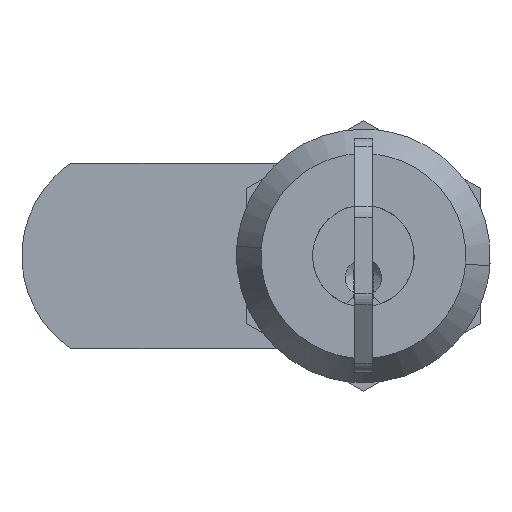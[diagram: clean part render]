
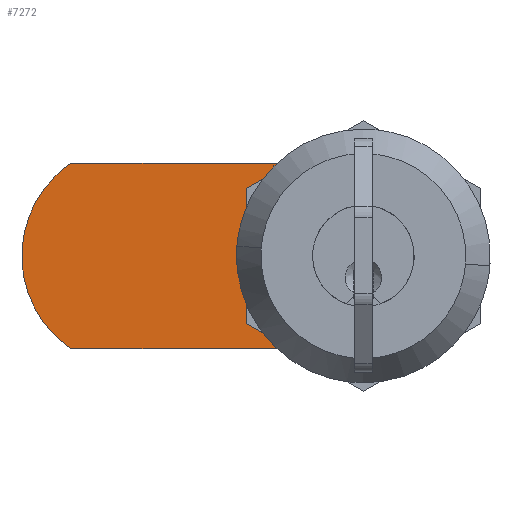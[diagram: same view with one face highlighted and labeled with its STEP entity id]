
A CAD part, front view. The second image highlights one B-rep face of the part: STEP entity #7272.
In plain terms, the highlighted free-form (B-spline) face has degree [1, 1] with [2, 2] control points.
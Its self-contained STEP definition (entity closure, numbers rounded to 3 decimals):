
#6928=CARTESIAN_POINT('',(19.5,3.376,3.05));
#6929=VERTEX_POINT('',#6928);
#6930=CARTESIAN_POINT('',(19.5,-3.376,3.05));
#6931=VERTEX_POINT('',#6930);
#6932=CARTESIAN_POINT('',(19.5,3.376,3.05));
#6933=CARTESIAN_POINT('',(19.5,-3.376,3.05));
#6934=QUASI_UNIFORM_CURVE('',1,(#6932,#6933),.UNSPECIFIED.,.F.,.U.);
#6935=EDGE_CURVE('',#6929,#6931,#6934,.T.);
#6973=CARTESIAN_POINT('',(19.5,3.376,-3.05));
#6974=VERTEX_POINT('',#6973);
#6975=CARTESIAN_POINT('',(19.5,3.376,-3.05));
#6976=CARTESIAN_POINT('',(19.5,6.132,0.));
#6977=CARTESIAN_POINT('',(19.5,3.376,3.05));
#6985=(BOUNDED_CURVE()B_SPLINE_CURVE(2,(#6975,#6976,#6977),.UNSPECIFIED.,.F.,.U.)CURVE()GEOMETRIC_REPRESENTATION_ITEM()QUASI_UNIFORM_CURVE()RATIONAL_B_SPLINE_CURVE((1.0,0.742,1.0))REPRESENTATION_ITEM(''));
#6986=EDGE_CURVE('',#6974,#6929,#6985,.T.);
#7017=CARTESIAN_POINT('',(19.5,-3.376,-3.05));
#7018=VERTEX_POINT('',#7017);
#7019=CARTESIAN_POINT('',(19.5,-3.376,-3.05));
#7020=CARTESIAN_POINT('',(19.5,3.376,-3.05));
#7021=QUASI_UNIFORM_CURVE('',1,(#7019,#7020),.UNSPECIFIED.,.F.,.U.);
#7022=EDGE_CURVE('',#7018,#6974,#7021,.T.);
#7054=CARTESIAN_POINT('',(19.5,-3.376,3.05));
#7055=CARTESIAN_POINT('',(19.5,-6.132,0.));
#7056=CARTESIAN_POINT('',(19.5,-3.376,-3.05));
#7064=(BOUNDED_CURVE()B_SPLINE_CURVE(2,(#7054,#7055,#7056),.UNSPECIFIED.,.F.,.U.)CURVE()GEOMETRIC_REPRESENTATION_ITEM()QUASI_UNIFORM_CURVE()RATIONAL_B_SPLINE_CURVE((1.0,0.742,1.0))REPRESENTATION_ITEM(''));
#7065=EDGE_CURVE('',#6931,#7018,#7064,.T.);
#7099=CARTESIAN_POINT('',(19.5,-2.481,9.5));
#7100=VERTEX_POINT('',#7099);
#7101=CARTESIAN_POINT('',(19.5,-2.481,-9.5));
#7102=VERTEX_POINT('',#7101);
#7103=CARTESIAN_POINT('',(19.5,-2.481,9.5));
#7104=CARTESIAN_POINT('',(19.5,-7.5,6.076));
#7105=CARTESIAN_POINT('',(19.5,-7.5,0.));
#7106=CARTESIAN_POINT('',(19.5,-7.5,-6.076));
#7107=CARTESIAN_POINT('',(19.5,-2.481,-9.5));
#7115=(BOUNDED_CURVE()B_SPLINE_CURVE(2,(#7103,#7104,#7105,#7106,#7107),.UNSPECIFIED.,.F.,.U.)B_SPLINE_CURVE_WITH_KNOTS((3,2,3),(0.0,0.5,1.0),.UNSPECIFIED.)CURVE()GEOMETRIC_REPRESENTATION_ITEM()RATIONAL_B_SPLINE_CURVE((1.0,0.884,1.0,0.884,1.0))REPRESENTATION_ITEM(''));
#7116=EDGE_CURVE('',#7100,#7102,#7115,.T.);
#7155=CARTESIAN_POINT('',(19.5,29.981,-9.5));
#7156=VERTEX_POINT('',#7155);
#7157=CARTESIAN_POINT('',(19.5,29.981,-9.5));
#7158=CARTESIAN_POINT('',(19.5,-2.481,-9.5));
#7159=QUASI_UNIFORM_CURVE('',1,(#7157,#7158),.UNSPECIFIED.,.F.,.U.);
#7160=EDGE_CURVE('',#7156,#7102,#7159,.T.);
#7192=CARTESIAN_POINT('',(19.5,29.981,9.5));
#7193=VERTEX_POINT('',#7192);
#7194=CARTESIAN_POINT('',(19.5,29.981,-9.5));
#7195=CARTESIAN_POINT('',(19.5,35.,-6.076));
#7196=CARTESIAN_POINT('',(19.5,35.,0.));
#7197=CARTESIAN_POINT('',(19.5,35.,6.076));
#7198=CARTESIAN_POINT('',(19.5,29.981,9.5));
#7206=(BOUNDED_CURVE()B_SPLINE_CURVE(2,(#7194,#7195,#7196,#7197,#7198),.UNSPECIFIED.,.F.,.U.)B_SPLINE_CURVE_WITH_KNOTS((3,2,3),(0.0,0.5,1.0),.UNSPECIFIED.)CURVE()GEOMETRIC_REPRESENTATION_ITEM()RATIONAL_B_SPLINE_CURVE((1.0,0.884,1.0,0.884,1.0))REPRESENTATION_ITEM(''));
#7207=EDGE_CURVE('',#7156,#7193,#7206,.T.);
#7240=CARTESIAN_POINT('',(19.5,-2.481,9.5));
#7241=CARTESIAN_POINT('',(19.5,29.981,9.5));
#7242=QUASI_UNIFORM_CURVE('',1,(#7240,#7241),.UNSPECIFIED.,.F.,.U.);
#7243=EDGE_CURVE('',#7100,#7193,#7242,.T.);
#7255=CARTESIAN_POINT('',(19.5,-9.623,10.449));
#7256=CARTESIAN_POINT('',(19.5,37.123,10.449));
#7257=CARTESIAN_POINT('',(19.5,-9.623,-10.449));
#7258=CARTESIAN_POINT('',(19.5,37.123,-10.449));
#7259=B_SPLINE_SURFACE_WITH_KNOTS('',1,1,((#7255,#7257),(#7256,#7258)),.UNSPECIFIED.,.F.,.F.,.U.,(2,2),(2,2),(0.0,46.746),(0.0,20.898),.UNSPECIFIED.);
#7260=ORIENTED_EDGE('',*,*,#7243,.T.);
#7261=ORIENTED_EDGE('',*,*,#7207,.F.);
#7262=ORIENTED_EDGE('',*,*,#7160,.T.);
#7263=ORIENTED_EDGE('',*,*,#7116,.F.);
#7264=EDGE_LOOP('',(#7260,#7261,#7262,#7263));
#7265=FACE_OUTER_BOUND('',#7264,.T.);
#7266=ORIENTED_EDGE('',*,*,#7065,.T.);
#7267=ORIENTED_EDGE('',*,*,#7022,.T.);
#7268=ORIENTED_EDGE('',*,*,#6986,.T.);
#7269=ORIENTED_EDGE('',*,*,#6935,.T.);
#7270=EDGE_LOOP('',(#7266,#7267,#7268,#7269));
#7271=FACE_BOUND('',#7270,.T.);
#7272=ADVANCED_FACE('',(#7265,#7271),#7259,.T.);
